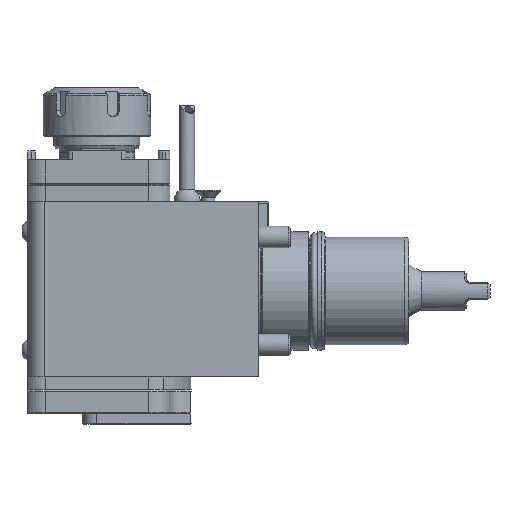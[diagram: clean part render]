
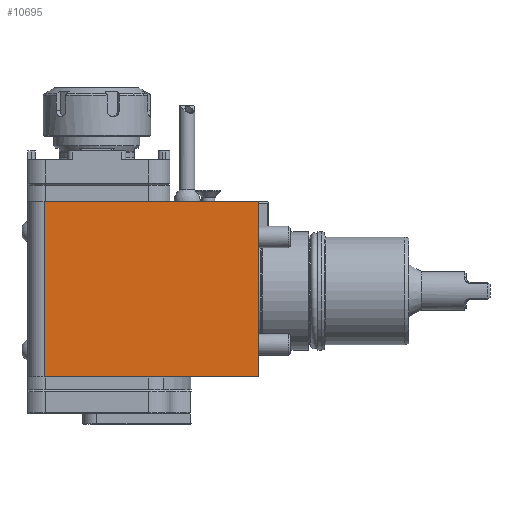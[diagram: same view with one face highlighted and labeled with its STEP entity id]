
A CAD part, left-side view. The second image highlights one B-rep face of the part: STEP entity #10695.
In plain terms, the highlighted planar face has unit normal (-1, 0, 0).
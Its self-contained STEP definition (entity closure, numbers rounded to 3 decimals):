
#538 = LINE ( 'NONE', #28105, #9772 ) ;
#846 = DIRECTION ( 'NONE',  ( 0., 0., 1. ) ) ;
#903 = ORIENTED_EDGE ( 'NONE', *, *, #17354, .T. ) ;
#2800 = VERTEX_POINT ( 'NONE', #29966 ) ;
#3484 = VERTEX_POINT ( 'NONE', #7517 ) ;
#3727 = VERTEX_POINT ( 'NONE', #6885 ) ;
#4214 = CARTESIAN_POINT ( 'NONE',  ( -42., 24.5, -46. ) ) ;
#5867 = FACE_OUTER_BOUND ( 'NONE', #18323, .T. ) ;
#6269 = EDGE_CURVE ( 'NONE', #13171, #3727, #538, .T. ) ;
#6885 = CARTESIAN_POINT ( 'NONE',  ( -42., -75., -40. ) ) ;
#6933 = VECTOR ( 'NONE', #30169, 1000. ) ;
#7517 = CARTESIAN_POINT ( 'NONE',  ( -42., 24.5, -40. ) ) ;
#8283 = EDGE_CURVE ( 'NONE', #2800, #13171, #24341, .T. ) ;
#9678 = DIRECTION ( 'NONE',  ( 0., 1., 0. ) ) ;
#9772 = VECTOR ( 'NONE', #23176, 1000. ) ;
#10695 = ADVANCED_FACE ( 'NONE', ( #5867 ), #17317, .T. ) ;
#12614 = DIRECTION ( 'NONE',  ( -1., 0., 0. ) ) ;
#13171 = VERTEX_POINT ( 'NONE', #25613 ) ;
#14726 = EDGE_CURVE ( 'NONE', #3727, #3484, #20034, .T. ) ;
#15864 = ORIENTED_EDGE ( 'NONE', *, *, #8283, .F. ) ;
#16722 = CARTESIAN_POINT ( 'NONE',  ( -42., -75., -40. ) ) ;
#17317 = PLANE ( 'NONE',  #24292 ) ;
#17354 = EDGE_CURVE ( 'NONE', #2800, #3484, #23892, .T. ) ;
#18323 = EDGE_LOOP ( 'NONE', ( #24134, #15864, #903, #26827 ) ) ;
#19903 = CARTESIAN_POINT ( 'NONE',  ( -42., -145., -46. ) ) ;
#20034 = LINE ( 'NONE', #16722, #21145 ) ;
#20585 = CARTESIAN_POINT ( 'NONE',  ( -42., 34., 41.5 ) ) ;
#21145 = VECTOR ( 'NONE', #9678, 1000. ) ;
#23176 = DIRECTION ( 'NONE',  ( 0., 0., -1. ) ) ;
#23550 = DIRECTION ( 'NONE',  ( 0., 0., -1. ) ) ;
#23892 = LINE ( 'NONE', #4214, #29410 ) ;
#24134 = ORIENTED_EDGE ( 'NONE', *, *, #6269, .F. ) ;
#24292 = AXIS2_PLACEMENT_3D ( 'NONE', #19903, #12614, #846 ) ;
#24341 = LINE ( 'NONE', #20585, #6933 ) ;
#25613 = CARTESIAN_POINT ( 'NONE',  ( -42., -75., 41.5 ) ) ;
#26827 = ORIENTED_EDGE ( 'NONE', *, *, #14726, .F. ) ;
#28105 = CARTESIAN_POINT ( 'NONE',  ( -42., -75., -46. ) ) ;
#29410 = VECTOR ( 'NONE', #23550, 1000. ) ;
#29966 = CARTESIAN_POINT ( 'NONE',  ( -42., 24.5, 41.5 ) ) ;
#30169 = DIRECTION ( 'NONE',  ( 0., -1., 0. ) ) ;
